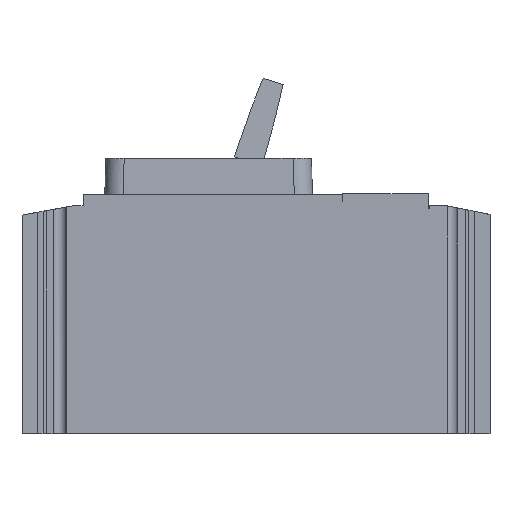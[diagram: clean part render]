
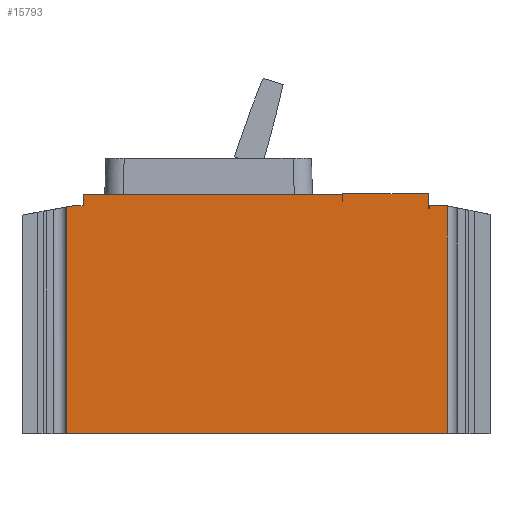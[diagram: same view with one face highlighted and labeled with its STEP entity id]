
A CAD part, left-side view. The second image highlights one B-rep face of the part: STEP entity #15793.
In plain terms, the highlighted planar face has unit normal (-1, 0, 0).
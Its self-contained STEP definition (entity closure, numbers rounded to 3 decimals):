
#52=DIRECTION('',(0.,0.,1.));
#53=VECTOR('',#52,99.218);
#54=CARTESIAN_POINT('',(0.,185.65,0.));
#55=LINE('',#54,#53);
#59=DIRECTION('',(0.,-0.984,0.179));
#60=VECTOR('',#59,2.693);
#61=CARTESIAN_POINT('',(0.,185.65,99.218));
#62=LINE('',#61,#60);
#66=DIRECTION('',(0.,-1.,0.));
#67=VECTOR('',#66,4.8);
#68=CARTESIAN_POINT('',(0.,183.,99.7));
#69=LINE('',#68,#67);
#73=DIRECTION('',(0.,0.,1.));
#74=VECTOR('',#73,5.);
#75=CARTESIAN_POINT('',(0.,178.2,99.7));
#76=LINE('',#75,#74);
#80=DIRECTION('',(0.,-1.,0.));
#81=VECTOR('',#80,113.4);
#82=CARTESIAN_POINT('',(0.,178.2,104.7));
#83=LINE('',#82,#81);
#87=DIRECTION('',(0.,0.,-1.));
#88=VECTOR('',#87,3.);
#89=CARTESIAN_POINT('',(0.,64.8,104.7));
#90=LINE('',#89,#88);
#94=DIRECTION('',(0.,-1.,0.));
#95=VECTOR('',#94,0.2);
#96=CARTESIAN_POINT('',(0.,64.8,101.7));
#97=LINE('',#96,#95);
#101=DIRECTION('',(0.,0.,1.));
#102=VECTOR('',#101,3.3);
#103=CARTESIAN_POINT('',(0.,64.6,101.7));
#104=LINE('',#103,#102);
#108=DIRECTION('',(0.,-1.,0.));
#109=VECTOR('',#108,37.6);
#110=CARTESIAN_POINT('',(0.,64.6,105.));
#111=LINE('',#110,#109);
#115=DIRECTION('',(0.,0.,-1.));
#116=VECTOR('',#115,6.5);
#117=CARTESIAN_POINT('',(0.,27.,105.));
#118=LINE('',#117,#116);
#122=DIRECTION('',(0.,-1.,0.));
#123=VECTOR('',#122,0.4);
#124=CARTESIAN_POINT('',(0.,27.,98.5));
#125=LINE('',#124,#123);
#129=DIRECTION('',(0.,0.,1.));
#130=VECTOR('',#129,1.5);
#131=CARTESIAN_POINT('',(0.,26.6,98.5));
#132=LINE('',#131,#130);
#136=DIRECTION('',(0.,-1.,0.));
#137=VECTOR('',#136,6.6);
#138=CARTESIAN_POINT('',(0.,26.6,100.));
#139=LINE('',#138,#137);
#143=DIRECTION('',(0.,-0.981,-0.196));
#144=VECTOR('',#143,1.358);
#145=CARTESIAN_POINT('',(0.,20.,100.));
#146=LINE('',#145,#144);
#150=DIRECTION('',(0.,0.,1.));
#151=VECTOR('',#150,99.734);
#152=CARTESIAN_POINT('',(0.,18.668,0.));
#153=LINE('',#152,#151);
#157=DIRECTION('',(0.,1.,0.));
#158=VECTOR('',#157,166.982);
#159=CARTESIAN_POINT('',(0.,18.668,0.));
#160=LINE('',#159,#158);
#13371=CARTESIAN_POINT('',(0.,183.,99.7));
#13372=CARTESIAN_POINT('',(0.,178.2,99.7));
#13373=VERTEX_POINT('',#13371);
#13374=VERTEX_POINT('',#13372);
#13375=CARTESIAN_POINT('',(0.,178.2,104.7));
#13376=VERTEX_POINT('',#13375);
#13377=CARTESIAN_POINT('',(0.,64.8,104.7));
#13378=VERTEX_POINT('',#13377);
#13379=CARTESIAN_POINT('',(0.,64.8,101.7));
#13380=VERTEX_POINT('',#13379);
#13381=CARTESIAN_POINT('',(0.,64.6,101.7));
#13382=VERTEX_POINT('',#13381);
#13383=CARTESIAN_POINT('',(0.,64.6,105.));
#13384=VERTEX_POINT('',#13383);
#13385=CARTESIAN_POINT('',(0.,27.,105.));
#13386=VERTEX_POINT('',#13385);
#13387=CARTESIAN_POINT('',(0.,27.,98.5));
#13388=VERTEX_POINT('',#13387);
#13389=CARTESIAN_POINT('',(0.,26.6,98.5));
#13390=VERTEX_POINT('',#13389);
#13391=CARTESIAN_POINT('',(0.,26.6,100.));
#13392=VERTEX_POINT('',#13391);
#13393=CARTESIAN_POINT('',(0.,20.,100.));
#13394=VERTEX_POINT('',#13393);
#15710=CARTESIAN_POINT('',(0.,185.65,0.));
#15711=CARTESIAN_POINT('',(0.,185.65,99.218));
#15712=VERTEX_POINT('',#15710);
#15713=VERTEX_POINT('',#15711);
#15714=CARTESIAN_POINT('',(0.,18.668,0.));
#15715=CARTESIAN_POINT('',(0.,18.668,99.734));
#15716=VERTEX_POINT('',#15714);
#15717=VERTEX_POINT('',#15715);
#15754=CARTESIAN_POINT('',(0.,0.,0.));
#15755=DIRECTION('',(1.,0.,0.));
#15756=DIRECTION('',(0.,0.,-1.));
#15757=AXIS2_PLACEMENT_3D('',#15754,#15755,#15756);
#15758=PLANE('',#15757);
#15760=ORIENTED_EDGE('',*,*,#15759,.T.);
#15762=ORIENTED_EDGE('',*,*,#15761,.T.);
#15764=ORIENTED_EDGE('',*,*,#15763,.T.);
#15766=ORIENTED_EDGE('',*,*,#15765,.T.);
#15768=ORIENTED_EDGE('',*,*,#15767,.T.);
#15770=ORIENTED_EDGE('',*,*,#15769,.T.);
#15772=ORIENTED_EDGE('',*,*,#15771,.T.);
#15774=ORIENTED_EDGE('',*,*,#15773,.T.);
#15776=ORIENTED_EDGE('',*,*,#15775,.T.);
#15778=ORIENTED_EDGE('',*,*,#15777,.T.);
#15780=ORIENTED_EDGE('',*,*,#15779,.T.);
#15782=ORIENTED_EDGE('',*,*,#15781,.T.);
#15784=ORIENTED_EDGE('',*,*,#15783,.T.);
#15786=ORIENTED_EDGE('',*,*,#15785,.T.);
#15788=ORIENTED_EDGE('',*,*,#15787,.F.);
#15790=ORIENTED_EDGE('',*,*,#15789,.T.);
#15791=EDGE_LOOP('',(#15760,#15762,#15764,#15766,#15768,#15770,#15772,#15774,
#15776,#15778,#15780,#15782,#15784,#15786,#15788,#15790));
#15792=FACE_OUTER_BOUND('',#15791,.F.);
#15793=ADVANCED_FACE('',(#15792),#15758,.F.);
#15759=EDGE_CURVE('',#15712,#15713,#55,.T.);
#15761=EDGE_CURVE('',#15713,#13373,#62,.T.);
#15763=EDGE_CURVE('',#13373,#13374,#69,.T.);
#15765=EDGE_CURVE('',#13374,#13376,#76,.T.);
#15767=EDGE_CURVE('',#13376,#13378,#83,.T.);
#15769=EDGE_CURVE('',#13378,#13380,#90,.T.);
#15771=EDGE_CURVE('',#13380,#13382,#97,.T.);
#15773=EDGE_CURVE('',#13382,#13384,#104,.T.);
#15775=EDGE_CURVE('',#13384,#13386,#111,.T.);
#15777=EDGE_CURVE('',#13386,#13388,#118,.T.);
#15779=EDGE_CURVE('',#13388,#13390,#125,.T.);
#15781=EDGE_CURVE('',#13390,#13392,#132,.T.);
#15783=EDGE_CURVE('',#13392,#13394,#139,.T.);
#15785=EDGE_CURVE('',#13394,#15717,#146,.T.);
#15787=EDGE_CURVE('',#15716,#15717,#153,.T.);
#15789=EDGE_CURVE('',#15716,#15712,#160,.T.);
